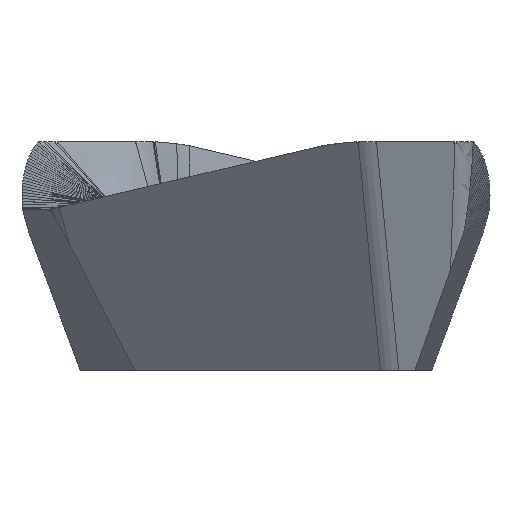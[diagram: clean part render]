
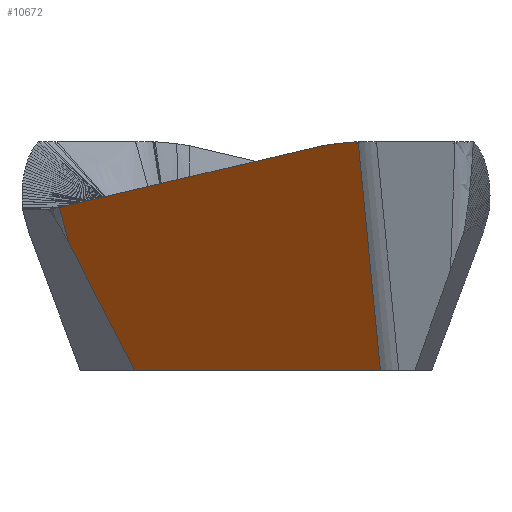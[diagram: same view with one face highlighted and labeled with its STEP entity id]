
A CAD part, left-side view. The second image highlights one B-rep face of the part: STEP entity #10672.
In plain terms, the highlighted planar face has unit normal (-0.814, 0.47, -0.342).
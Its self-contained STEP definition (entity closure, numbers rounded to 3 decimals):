
#2094=CARTESIAN_POINT('',(-9.573,-2.721,-5.));
#3192=DIRECTION('',(0.341,-0.091,-0.936));
#3193=VECTOR('',#3192,5.343);
#3194=CARTESIAN_POINT('',(-11.393,-2.233,
-0.001));
#3195=LINE('',#3194,#3193);
#3199=DIRECTION('',(0.5,0.866,0.));
#3200=VECTOR('',#3199,6.199);
#3201=CARTESIAN_POINT('',(-9.573,-2.721,-5.));
#3202=LINE('',#3201,#3200);
#3206=DIRECTION('',(0.107,-0.458,-0.883));
#3207=VECTOR('',#3206,3.157);
#3208=CARTESIAN_POINT('',(-6.81,4.094,
-2.213));
#3209=LINE('',#3208,#3207);
#3213=DIRECTION('',(0.249,-0.249,-0.936));
#3214=VECTOR('',#3213,0.831);
#3215=CARTESIAN_POINT('',(-7.017,4.301,
-1.436));
#3216=LINE('',#3215,#3214);
#3220=DIRECTION('',(-0.55,-0.813,0.19));
#3221=VECTOR('',#3220,2.406);
#3222=CARTESIAN_POINT('',(-7.017,4.301,
-1.436));
#3223=LINE('',#3222,#3221);
#3227=DIRECTION('',(-0.55,-0.813,0.19));
#3228=VECTOR('',#3227,4.666);
#3229=CARTESIAN_POINT('',(-8.34,2.344,
-0.978));
#3230=LINE('',#3229,#3228);
#3234=CARTESIAN_POINT('',(-10.904,-1.451,
-0.089));
#3235=CARTESIAN_POINT('',(-10.935,-1.498,
-0.078));
#3236=CARTESIAN_POINT('',(-10.975,-1.558,
-0.066));
#3237=CARTESIAN_POINT('',(-11.027,-1.638,
-0.054));
#3238=CARTESIAN_POINT('',(-11.059,-1.689,
-0.048));
#3239=CARTESIAN_POINT('',(-11.077,-1.718,
-0.045));
#3240=CARTESIAN_POINT('',(-11.086,-1.733,
-0.044));
#3245=DIRECTION('',(-0.522,-0.85,0.074));
#3246=VECTOR('',#3245,0.556);
#3247=CARTESIAN_POINT('',(-11.086,-1.733,
-0.044));
#3248=LINE('',#3247,#3246);
#3252=CARTESIAN_POINT('',(-11.376,-2.206,
-0.002));
#3253=CARTESIAN_POINT('',(-11.382,-2.215,
-0.002));
#3254=CARTESIAN_POINT('',(-11.387,-2.224,
-0.001));
#3255=CARTESIAN_POINT('',(-11.393,-2.233,
-0.001));
#4366=VERTEX_POINT('',#2094);
#4457=CARTESIAN_POINT('',(-6.81,4.094,
-2.213));
#4458=CARTESIAN_POINT('',(-6.473,2.648,-5.));
#4459=VERTEX_POINT('',#4457);
#4460=VERTEX_POINT('',#4458);
#4657=CARTESIAN_POINT('',(-11.393,-2.233,
-0.001));
#4658=VERTEX_POINT('',#4657);
#4771=CARTESIAN_POINT('',(-7.017,4.301,
-1.436));
#4772=VERTEX_POINT('',#4771);
#4811=CARTESIAN_POINT('',(-8.34,2.344,
-0.978));
#4812=VERTEX_POINT('',#4811);
#4813=CARTESIAN_POINT('',(-10.904,-1.451,
-0.089));
#4814=VERTEX_POINT('',#4813);
#4815=CARTESIAN_POINT('',(-11.086,-1.733,
-0.044));
#4816=VERTEX_POINT('',#4815);
#4817=CARTESIAN_POINT('',(-11.376,-2.206,
-0.002));
#4818=VERTEX_POINT('',#4817);
#10654=CARTESIAN_POINT('',(-9.449,1.134,0.));
#10655=DIRECTION('',(0.814,-0.47,0.342));
#10656=DIRECTION('',(0.5,0.866,0.));
#10657=AXIS2_PLACEMENT_3D('',#10654,#10655,#10656);
#10658=PLANE('',#10657);
#10659=ORIENTED_EDGE('',*,*,#10096,.T.);
#10660=ORIENTED_EDGE('',*,*,#4909,.T.);
#10662=ORIENTED_EDGE('',*,*,#10661,.F.);
#10664=ORIENTED_EDGE('',*,*,#10663,.F.);
#10665=ORIENTED_EDGE('',*,*,#9753,.T.);
#10666=ORIENTED_EDGE('',*,*,#9835,.T.);
#10667=ORIENTED_EDGE('',*,*,#9881,.T.);
#10668=ORIENTED_EDGE('',*,*,#9931,.T.);
#10669=ORIENTED_EDGE('',*,*,#9965,.T.);
#10670=EDGE_LOOP('',(#10659,#10660,#10662,#10664,#10665,#10666,#10667,#10668,
#10669));
#10671=FACE_OUTER_BOUND('',#10670,.F.);
#3241=B_SPLINE_CURVE_WITH_KNOTS('',3,(#3234,#3235,#3236,#3237,#3238,#3239,
#3240),.UNSPECIFIED.,.F.,.F.,(4,1,1,1,4),(0.,0.5,0.75,0.875,1.),
.UNSPECIFIED.);
#3256=B_SPLINE_CURVE_WITH_KNOTS('',3,(#3252,#3253,#3254,#3255),.UNSPECIFIED.,
.F.,.F.,(4,4),(0.,1.),.UNSPECIFIED.);
#4909=EDGE_CURVE('',#4366,#4460,#3202,.T.);
#9753=EDGE_CURVE('',#4772,#4812,#3223,.T.);
#9835=EDGE_CURVE('',#4812,#4814,#3230,.T.);
#9881=EDGE_CURVE('',#4814,#4816,#3241,.T.);
#9931=EDGE_CURVE('',#4816,#4818,#3248,.T.);
#9965=EDGE_CURVE('',#4818,#4658,#3256,.T.);
#10096=EDGE_CURVE('',#4658,#4366,#3195,.T.);
#10661=EDGE_CURVE('',#4459,#4460,#3209,.T.);
#10663=EDGE_CURVE('',#4772,#4459,#3216,.T.);
#10672=ADVANCED_FACE('',(#10671),#10658,.F.);
